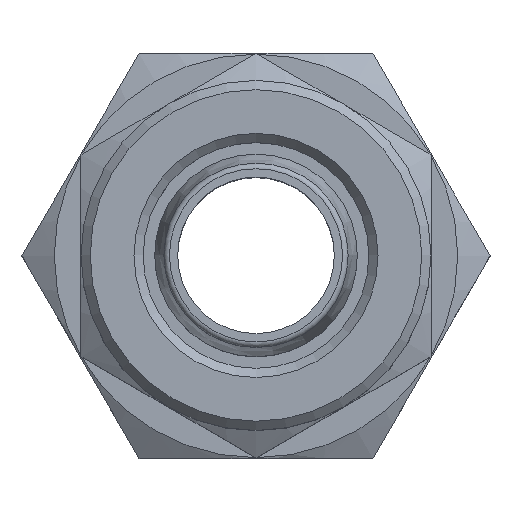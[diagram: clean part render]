
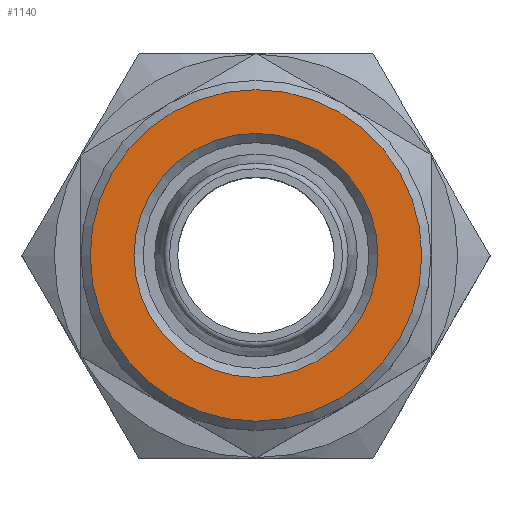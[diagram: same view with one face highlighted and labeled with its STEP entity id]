
A CAD part, top view. The second image highlights one B-rep face of the part: STEP entity #1140.
In plain terms, the highlighted planar face has unit normal (0, 0, 1).
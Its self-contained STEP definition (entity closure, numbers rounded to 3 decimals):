
#207=ORIENTED_EDGE('',*,*,#350,.T.);
#208=ORIENTED_EDGE('',*,*,#351,.F.);
#350=EDGE_CURVE('',#435,#435,#490,.F.);
#351=EDGE_CURVE('',#436,#436,#491,.T.);
#435=VERTEX_POINT('',#1672);
#436=VERTEX_POINT('',#1674);
#490=CIRCLE('',#1233,9.);
#491=CIRCLE('',#1234,6.625);
#562=EDGE_LOOP('',(#207));
#563=EDGE_LOOP('',(#208));
#652=FACE_BOUND('',#562,.T.);
#653=FACE_BOUND('',#563,.T.);
#701=PLANE('',#1232);
#1140=ADVANCED_FACE('',(#652,#653),#701,.F.);
#1232=AXIS2_PLACEMENT_3D('',#1670,#1395,#1396);
#1233=AXIS2_PLACEMENT_3D('',#1671,#1397,#1398);
#1234=AXIS2_PLACEMENT_3D('',#1673,#1399,#1400);
#1395=DIRECTION('',(0.,0.,-1.));
#1396=DIRECTION('',(-1.,0.,0.));
#1397=DIRECTION('',(0.,0.,-1.));
#1398=DIRECTION('',(-1.,0.,0.));
#1399=DIRECTION('',(0.,0.,1.));
#1400=DIRECTION('',(1.,0.,0.));
#1670=CARTESIAN_POINT('',(0.,0.,13.5));
#1671=CARTESIAN_POINT('',(0.,0.,13.5));
#1672=CARTESIAN_POINT('',(-9.,0.,13.5));
#1673=CARTESIAN_POINT('',(0.,0.,13.5));
#1674=CARTESIAN_POINT('',(6.625,0.,13.5));
